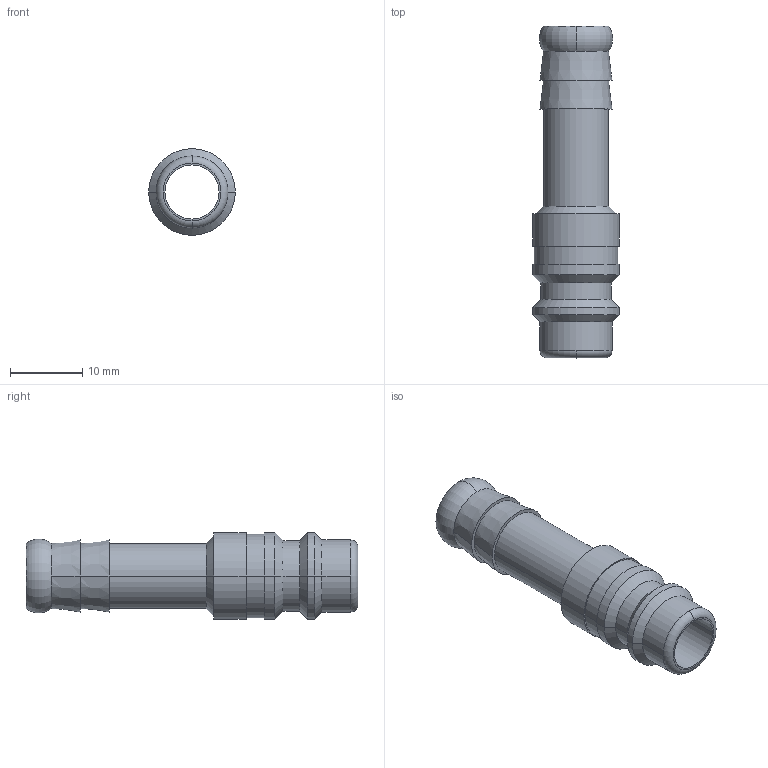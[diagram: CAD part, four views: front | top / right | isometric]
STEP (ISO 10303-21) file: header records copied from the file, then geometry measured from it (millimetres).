
FILE_DESCRIPTION(('STEP AP214'),'1');
FILE_NAME('ESE_9_S.stp','2020-08-17T11:38:23',('TraceParts'),('TraceParts S.A.'),'Spatial InterOp 3D',' ',' ');
FILE_SCHEMA(('AUTOMOTIVE_DESIGN { 1 0 10303 214 1 1 1 1 }'));
Length unit declared in the file: millimetre
Products named in the file (1): ESE_9_S
Bounding box: 12 x 46 x 12 mm (x, y, z)
Volume: 1651.6 mm3; surface area: 2707.1 mm2
Topology: 1 solids, 1 shells, 39 faces, 84 edges, 52 vertices
Faces by surface type: cylinder 16, cone 12, plane 7, torus 4
Entity records: 1410 total; most frequent: DIRECTION 220, CARTESIAN_POINT 176, ORIENTED_EDGE 168, AXIS2_PLACEMENT_3D 96, EDGE_CURVE 84, CIRCLE 56, VERTEX_POINT 52, EDGE_LOOP 46
